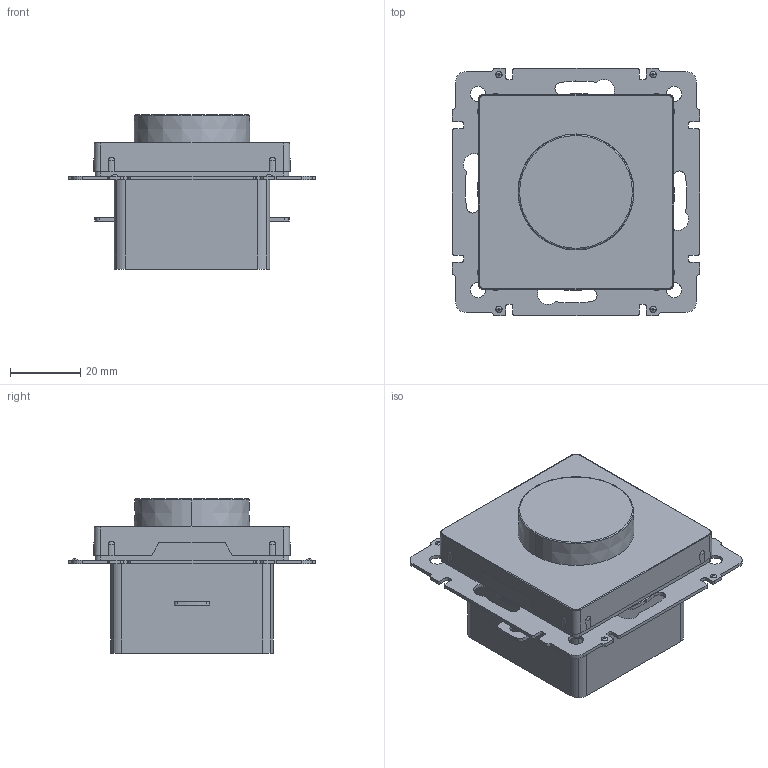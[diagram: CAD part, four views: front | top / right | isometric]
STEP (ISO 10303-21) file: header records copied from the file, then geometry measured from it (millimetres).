
FILE_DESCRIPTION (( 'STEP AP214' ), '1' );
FILE_NAME ('Òåðìîðåãóëÿòîð áåç ðàìêè.STEP', '2025-04-07T12:13:35', ( '' ), ( '' ), 'SwSTEP 2.0', 'SolidWorks 2022', '' );
FILE_SCHEMA (( 'AUTOMOTIVE_DESIGN' ));
Length unit declared in the file: millimetre
Products named in the file (1): Терморегулятор без рамки
Bounding box: 70.8 x 70.8 x 44 mm (x, y, z)
Volume: 93782.7 mm3; surface area: 17425 mm2
Topology: 1 solids, 1 shells, 267 faces, 748 edges, 490 vertices
Faces by surface type: cylinder 124, plane 115, bspline 16, sphere 8, torus 2, cone 2
Entity records: 9164 total; most frequent: CARTESIAN_POINT 2102, DIRECTION 1496, ORIENTED_EDGE 1496, EDGE_CURVE 748, AXIS2_PLACEMENT_3D 540, VERTEX_POINT 490, LINE 416, VECTOR 416
